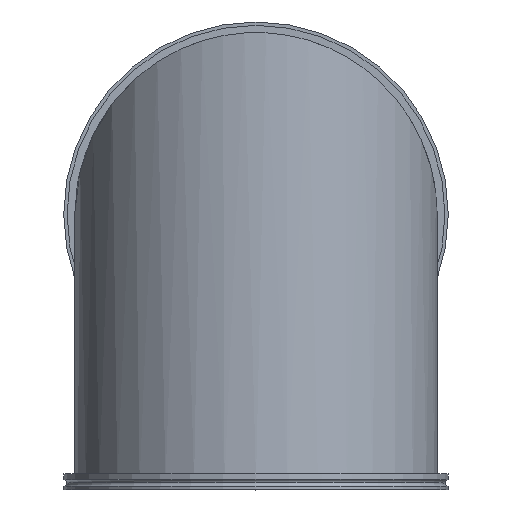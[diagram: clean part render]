
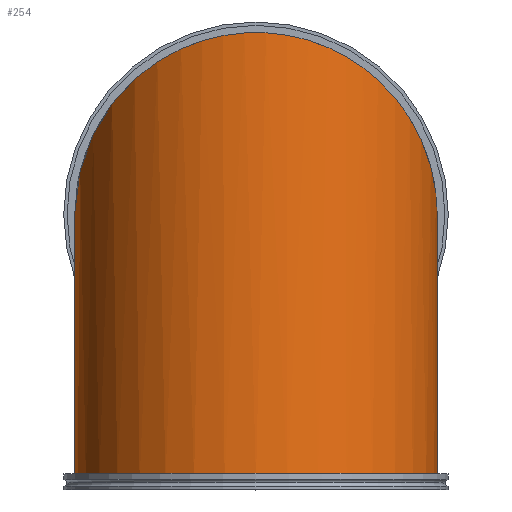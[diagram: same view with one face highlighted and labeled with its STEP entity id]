
A CAD part, top view. The second image highlights one B-rep face of the part: STEP entity #254.
In plain terms, the highlighted cylindrical face has radius 136.5 mm (diameter 273 mm), a partial arc.
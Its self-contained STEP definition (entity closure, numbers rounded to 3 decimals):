
#22 = DIRECTION ( 'NONE',  ( -1., 0., 0. ) ) ;
#67 =( BOUNDED_CURVE ( )  B_SPLINE_CURVE ( 3, ( #120, #602, #1308, #1949 ),
 .UNSPECIFIED., .F., .F. ) 
 B_SPLINE_CURVE_WITH_KNOTS ( ( 4, 4 ),
 ( 4.712, 7.854 ),
 .UNSPECIFIED. ) 
 CURVE ( )  GEOMETRIC_REPRESENTATION_ITEM ( )  RATIONAL_B_SPLINE_CURVE ( ( 1., 0.333, 0.333, 1. ) ) 
 REPRESENTATION_ITEM ( '' )  );
#116 = DIRECTION ( 'NONE',  ( 0., 1., 0. ) ) ;
#120 = CARTESIAN_POINT ( 'NONE',  ( -136.5, 0., 0. ) ) ;
#165 = DIRECTION ( 'NONE',  ( 0., 1., 0. ) ) ;
#173 = VECTOR ( 'NONE', #1887, 1000. ) ;
#243 = AXIS2_PLACEMENT_3D ( 'NONE', #744, #645, #641 ) ;
#254 = ADVANCED_FACE ( 'NONE', ( #400 ), #350, .T. ) ;
#260 = CARTESIAN_POINT ( 'NONE',  ( 0., -208.5, 0. ) ) ;
#350 = CYLINDRICAL_SURFACE ( 'NONE', #925, 136.5 ) ;
#360 = CARTESIAN_POINT ( 'NONE',  ( -136.5, 0., 0. ) ) ;
#400 = FACE_OUTER_BOUND ( 'NONE', #1554, .T. ) ;
#602 = CARTESIAN_POINT ( 'NONE',  ( -136.5, 273., 273. ) ) ;
#622 = CARTESIAN_POINT ( 'NONE',  ( 136.5, -202., 0. ) ) ;
#641 = DIRECTION ( 'NONE',  ( 0., 0., -1. ) ) ;
#645 = DIRECTION ( 'NONE',  ( 0., 1., 0. ) ) ;
#681 = LINE ( 'NONE', #1903, #173 ) ;
#744 = CARTESIAN_POINT ( 'NONE',  ( 0., -202., 0. ) ) ;
#925 = AXIS2_PLACEMENT_3D ( 'NONE', #260, #165, #22 ) ;
#982 = VECTOR ( 'NONE', #116, 1000. ) ;
#1000 = LINE ( 'NONE', #1521, #982 ) ;
#1025 = ORIENTED_EDGE ( 'NONE', *, *, #1147, .F. ) ;
#1147 = EDGE_CURVE ( 'NONE', #1341, #1283, #67, .T. ) ;
#1224 = EDGE_CURVE ( 'NONE', #1683, #1283, #1000, .T. ) ;
#1279 = ORIENTED_EDGE ( 'NONE', *, *, #1224, .T. ) ;
#1283 = VERTEX_POINT ( 'NONE', #1288 ) ;
#1288 = CARTESIAN_POINT ( 'NONE',  ( 136.5, 0., 0. ) ) ;
#1308 = CARTESIAN_POINT ( 'NONE',  ( 136.5, 273., 273. ) ) ;
#1341 = VERTEX_POINT ( 'NONE', #360 ) ;
#1402 = ORIENTED_EDGE ( 'NONE', *, *, #1842, .T. ) ;
#1521 = CARTESIAN_POINT ( 'NONE',  ( 136.5, -208.5, 0. ) ) ;
#1554 = EDGE_LOOP ( 'NONE', ( #1402, #1279, #1025, #1875 ) ) ;
#1571 = EDGE_CURVE ( 'NONE', #1611, #1341, #681, .T. ) ;
#1611 = VERTEX_POINT ( 'NONE', #1881 ) ;
#1683 = VERTEX_POINT ( 'NONE', #622 ) ;
#1842 = EDGE_CURVE ( 'NONE', #1611, #1683, #1942, .T. ) ;
#1875 = ORIENTED_EDGE ( 'NONE', *, *, #1571, .F. ) ;
#1881 = CARTESIAN_POINT ( 'NONE',  ( -136.5, -202., 0. ) ) ;
#1887 = DIRECTION ( 'NONE',  ( 0., 1., 0. ) ) ;
#1903 = CARTESIAN_POINT ( 'NONE',  ( -136.5, -208.5, 0. ) ) ;
#1942 = CIRCLE ( 'NONE', #243, 136.5 ) ;
#1949 = CARTESIAN_POINT ( 'NONE',  ( 136.5, 0., 0. ) ) ;
